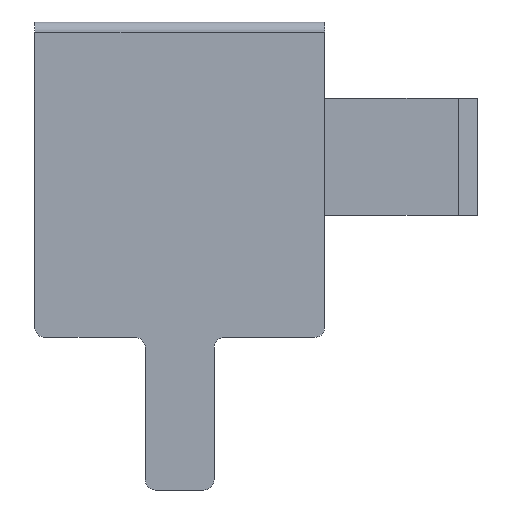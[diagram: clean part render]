
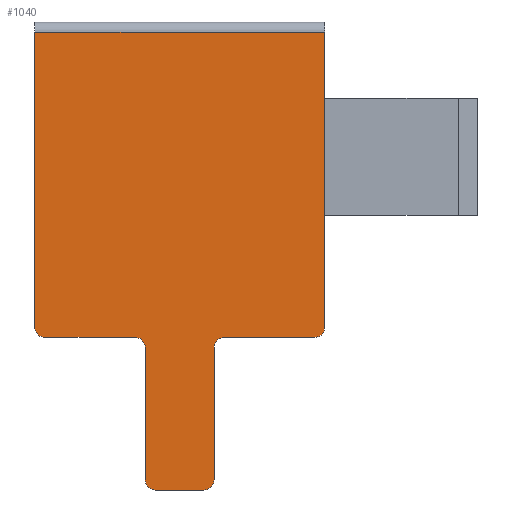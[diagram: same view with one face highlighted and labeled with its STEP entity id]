
A CAD part, left-side view. The second image highlights one B-rep face of the part: STEP entity #1040.
In plain terms, the highlighted planar face has unit normal (-1, 0, 0).
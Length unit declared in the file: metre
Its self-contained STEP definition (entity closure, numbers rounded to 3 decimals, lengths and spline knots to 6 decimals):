
#34=CIRCLE('',#1200,0.0002);
#35=CIRCLE('',#1201,0.0002);
#36=CIRCLE('',#1202,0.0002);
#37=CIRCLE('',#1203,0.0002);
#38=CIRCLE('',#1204,0.0002);
#39=CIRCLE('',#1205,0.0002);
#97=ORIENTED_EDGE('',*,*,#373,.F.);
#98=ORIENTED_EDGE('',*,*,#395,.T.);
#99=ORIENTED_EDGE('',*,*,#390,.T.);
#100=ORIENTED_EDGE('',*,*,#396,.T.);
#101=ORIENTED_EDGE('',*,*,#397,.T.);
#102=ORIENTED_EDGE('',*,*,#398,.T.);
#103=ORIENTED_EDGE('',*,*,#399,.F.);
#104=ORIENTED_EDGE('',*,*,#400,.T.);
#105=ORIENTED_EDGE('',*,*,#401,.T.);
#106=ORIENTED_EDGE('',*,*,#402,.T.);
#107=ORIENTED_EDGE('',*,*,#403,.T.);
#108=ORIENTED_EDGE('',*,*,#404,.T.);
#109=ORIENTED_EDGE('',*,*,#405,.T.);
#110=ORIENTED_EDGE('',*,*,#406,.T.);
#373=EDGE_CURVE('',#521,#522,#623,.T.);
#390=EDGE_CURVE('',#537,#538,#633,.T.);
#395=EDGE_CURVE('',#521,#537,#636,.F.);
#396=EDGE_CURVE('',#538,#541,#34,.F.);
#397=EDGE_CURVE('',#541,#542,#637,.T.);
#398=EDGE_CURVE('',#542,#543,#35,.T.);
#399=EDGE_CURVE('',#544,#543,#638,.T.);
#400=EDGE_CURVE('',#544,#545,#36,.F.);
#401=EDGE_CURVE('',#545,#546,#639,.T.);
#402=EDGE_CURVE('',#546,#547,#37,.F.);
#403=EDGE_CURVE('',#547,#548,#640,.T.);
#404=EDGE_CURVE('',#548,#549,#38,.T.);
#405=EDGE_CURVE('',#549,#550,#641,.T.);
#406=EDGE_CURVE('',#550,#522,#39,.F.);
#521=VERTEX_POINT('',#1603);
#522=VERTEX_POINT('',#1605);
#537=VERTEX_POINT('',#1639);
#538=VERTEX_POINT('',#1640);
#541=VERTEX_POINT('',#1650);
#542=VERTEX_POINT('',#1652);
#543=VERTEX_POINT('',#1654);
#544=VERTEX_POINT('',#1656);
#545=VERTEX_POINT('',#1658);
#546=VERTEX_POINT('',#1660);
#547=VERTEX_POINT('',#1662);
#548=VERTEX_POINT('',#1664);
#549=VERTEX_POINT('',#1666);
#550=VERTEX_POINT('',#1668);
#623=LINE('',#1604,#750);
#633=LINE('',#1638,#760);
#636=LINE('',#1648,#763);
#637=LINE('',#1651,#764);
#638=LINE('',#1655,#765);
#639=LINE('',#1659,#766);
#640=LINE('',#1663,#767);
#641=LINE('',#1667,#768);
#750=VECTOR('',#1297,1.);
#760=VECTOR('',#1325,1.);
#763=VECTOR('',#1334,1.);
#764=VECTOR('',#1337,1.);
#765=VECTOR('',#1340,1.);
#766=VECTOR('',#1343,1.);
#767=VECTOR('',#1346,1.);
#768=VECTOR('',#1349,1.);
#861=EDGE_LOOP('',(#97,#98,#99,#100,#101,#102,#103,#104,#105,#106,#107,
#108,#109,#110));
#922=FACE_BOUND('',#861,.T.);
#982=PLANE('',#1199);
#1040=ADVANCED_FACE('',(#922),#982,.F.);
#1199=AXIS2_PLACEMENT_3D('',#1647,#1332,#1333);
#1200=AXIS2_PLACEMENT_3D('',#1649,#1335,#1336);
#1201=AXIS2_PLACEMENT_3D('',#1653,#1338,#1339);
#1202=AXIS2_PLACEMENT_3D('',#1657,#1341,#1342);
#1203=AXIS2_PLACEMENT_3D('',#1661,#1344,#1345);
#1204=AXIS2_PLACEMENT_3D('',#1665,#1347,#1348);
#1205=AXIS2_PLACEMENT_3D('',#1669,#1350,#1351);
#1297=DIRECTION('',(0.,0.,-1.));
#1325=DIRECTION('',(0.,0.,-1.));
#1332=DIRECTION('',(1.,0.,0.));
#1333=DIRECTION('',(0.,0.,-1.));
#1334=DIRECTION('',(0.,-1.,0.));
#1335=DIRECTION('',(1.,0.,0.));
#1336=DIRECTION('',(0.,0.,-1.));
#1337=DIRECTION('',(0.,-1.,0.));
#1338=DIRECTION('',(1.,0.,0.));
#1339=DIRECTION('',(0.,0.,-1.));
#1340=DIRECTION('',(0.,0.,1.));
#1341=DIRECTION('',(1.,0.,0.));
#1342=DIRECTION('',(0.,0.,-1.));
#1343=DIRECTION('',(0.,-1.,0.));
#1344=DIRECTION('',(1.,0.,0.));
#1345=DIRECTION('',(0.,0.,-1.));
#1346=DIRECTION('',(0.,0.,1.));
#1347=DIRECTION('',(1.,0.,0.));
#1348=DIRECTION('',(0.,0.,-1.));
#1349=DIRECTION('',(0.,-1.,0.));
#1350=DIRECTION('',(1.,0.,0.));
#1351=DIRECTION('',(0.,0.,-1.));
#1603=CARTESIAN_POINT('',(-0.0066,-0.00285,0.006));
#1604=CARTESIAN_POINT('',(-0.0066,-0.00285,0.0062));
#1605=CARTESIAN_POINT('',(-0.0066,-0.00285,0.0002));
#1638=CARTESIAN_POINT('',(-0.0066,0.00285,0.0062));
#1639=CARTESIAN_POINT('',(-0.0066,0.00285,0.006));
#1640=CARTESIAN_POINT('',(-0.0066,0.00285,0.0002));
#1647=CARTESIAN_POINT('',(-0.0066,0.,0.0062));
#1648=CARTESIAN_POINT('',(-0.0066,0.00285,0.006));
#1649=CARTESIAN_POINT('',(-0.0066,0.00265,0.0002));
#1650=CARTESIAN_POINT('',(-0.0066,0.00265,0.));
#1651=CARTESIAN_POINT('',(-0.0066,0.,0.));
#1652=CARTESIAN_POINT('',(-0.0066,0.000875,0.));
#1653=CARTESIAN_POINT('',(-0.0066,0.000875,-0.0002));
#1654=CARTESIAN_POINT('',(-0.0066,0.000675,-0.0002));
#1655=CARTESIAN_POINT('',(-0.0066,0.000675,-0.003));
#1656=CARTESIAN_POINT('',(-0.0066,0.000675,-0.0028));
#1657=CARTESIAN_POINT('',(-0.0066,0.000475,-0.0028));
#1658=CARTESIAN_POINT('',(-0.0066,0.000475,-0.003));
#1659=CARTESIAN_POINT('',(-0.0066,0.,-0.003));
#1660=CARTESIAN_POINT('',(-0.0066,-0.000475,-0.003));
#1661=CARTESIAN_POINT('',(-0.0066,-0.000475,-0.0028));
#1662=CARTESIAN_POINT('',(-0.0066,-0.000675,-0.0028));
#1663=CARTESIAN_POINT('',(-0.0066,-0.000675,-0.003));
#1664=CARTESIAN_POINT('',(-0.0066,-0.000675,-0.0002));
#1665=CARTESIAN_POINT('',(-0.0066,-0.000875,-0.0002));
#1666=CARTESIAN_POINT('',(-0.0066,-0.000875,0.));
#1667=CARTESIAN_POINT('',(-0.0066,0.,0.));
#1668=CARTESIAN_POINT('',(-0.0066,-0.00265,0.));
#1669=CARTESIAN_POINT('',(-0.0066,-0.00265,0.0002));
